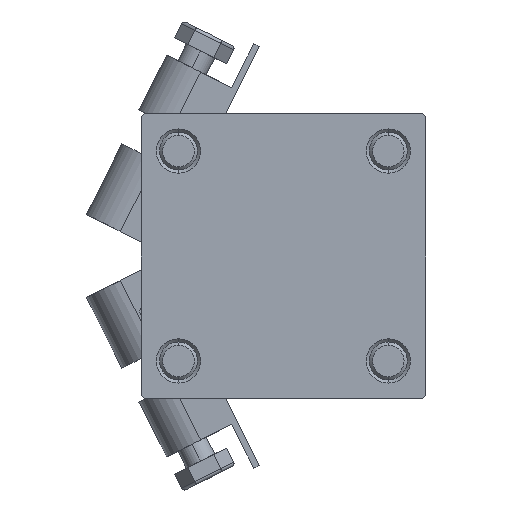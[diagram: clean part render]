
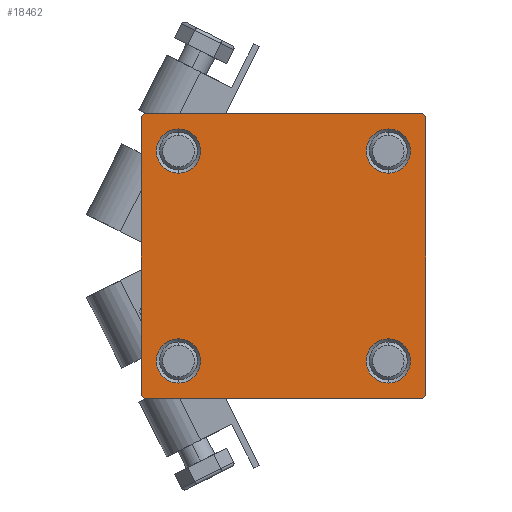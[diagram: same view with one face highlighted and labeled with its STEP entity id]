
A CAD part, left-side view. The second image highlights one B-rep face of the part: STEP entity #18462.
In plain terms, the highlighted planar face has unit normal (-1, 0, 0).
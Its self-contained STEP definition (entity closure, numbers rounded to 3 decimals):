
#669 = CARTESIAN_POINT ( 'NONE',  ( 0., -16.6, -16.6 ) ) ;
#670 = AXIS2_PLACEMENT_3D ( 'NONE', #10345, #41772, #50260 ) ;
#858 = EDGE_LOOP ( 'NONE', ( #31467, #29553 ) ) ;
#2177 = EDGE_CURVE ( 'NONE', #26829, #28972, #47379, .T. ) ;
#2478 = AXIS2_PLACEMENT_3D ( 'NONE', #26418, #22558, #2964 ) ;
#2964 = DIRECTION ( 'NONE',  ( 0., 0., 1. ) ) ;
#3072 = VERTEX_POINT ( 'NONE', #47834 ) ;
#3102 = EDGE_CURVE ( 'NONE', #8162, #26829, #8180, .T. ) ;
#3810 = CARTESIAN_POINT ( 'NONE',  ( 0., -22.5, 22. ) ) ;
#3906 = ORIENTED_EDGE ( 'NONE', *, *, #30700, .T. ) ;
#4440 = VERTEX_POINT ( 'NONE', #5498 ) ;
#4895 = DIRECTION ( 'NONE',  ( 1., 0., 0. ) ) ;
#5309 = CARTESIAN_POINT ( 'NONE',  ( 0., 22., 22.5 ) ) ;
#5498 = CARTESIAN_POINT ( 'NONE',  ( 0., -16.6, -13.1 ) ) ;
#5807 = LINE ( 'NONE', #49069, #29584 ) ;
#6595 = VECTOR ( 'NONE', #26666, 1000. ) ;
#6838 = EDGE_CURVE ( 'NONE', #37589, #17325, #44673, .T. ) ;
#7075 = EDGE_CURVE ( 'NONE', #45109, #29973, #15561, .T. ) ;
#7214 = DIRECTION ( 'NONE',  ( -1., 0., 0. ) ) ;
#7482 = FACE_BOUND ( 'NONE', #7659, .T. ) ;
#7659 = EDGE_LOOP ( 'NONE', ( #46737, #32728 ) ) ;
#7767 = ORIENTED_EDGE ( 'NONE', *, *, #12441, .T. ) ;
#8162 = VERTEX_POINT ( 'NONE', #28363 ) ;
#8180 = LINE ( 'NONE', #36003, #13843 ) ;
#8294 = ORIENTED_EDGE ( 'NONE', *, *, #17473, .T. ) ;
#9208 = ORIENTED_EDGE ( 'NONE', *, *, #2177, .T. ) ;
#9464 = EDGE_LOOP ( 'NONE', ( #33861, #8294 ) ) ;
#9718 = VECTOR ( 'NONE', #48426, 1000. ) ;
#10345 = CARTESIAN_POINT ( 'NONE',  ( 0., 16.6, -16.6 ) ) ;
#10390 = CIRCLE ( 'NONE', #16171, 3.5 ) ;
#10860 = CARTESIAN_POINT ( 'NONE',  ( 0., -22.25, 22.25 ) ) ;
#11322 = DIRECTION ( 'NONE',  ( 0., -0.707, -0.707 ) ) ;
#11342 = FACE_OUTER_BOUND ( 'NONE', #43839, .T. ) ;
#12008 = ORIENTED_EDGE ( 'NONE', *, *, #44761, .T. ) ;
#12132 = DIRECTION ( 'NONE',  ( 0., 0., 1. ) ) ;
#12441 = EDGE_CURVE ( 'NONE', #45109, #8162, #38882, .T. ) ;
#13787 = DIRECTION ( 'NONE',  ( 0., -0.707, 0.707 ) ) ;
#13843 = VECTOR ( 'NONE', #48076, 1000. ) ;
#13993 = CIRCLE ( 'NONE', #2478, 3.5 ) ;
#14549 = CIRCLE ( 'NONE', #43338, 3.5 ) ;
#15561 = LINE ( 'NONE', #17005, #9718 ) ;
#16111 = AXIS2_PLACEMENT_3D ( 'NONE', #44828, #44574, #33501 ) ;
#16171 = AXIS2_PLACEMENT_3D ( 'NONE', #20362, #4895, #21103 ) ;
#17005 = CARTESIAN_POINT ( 'NONE',  ( 0., 22.5, 22.5 ) ) ;
#17325 = VERTEX_POINT ( 'NONE', #23502 ) ;
#17473 = EDGE_CURVE ( 'NONE', #50687, #34198, #36662, .T. ) ;
#18462 = ADVANCED_FACE ( 'NONE', ( #18556, #7482, #50244, #23192, #11342 ), #38667, .T. ) ;
#18556 = FACE_BOUND ( 'NONE', #43358, .T. ) ;
#18822 = AXIS2_PLACEMENT_3D ( 'NONE', #19398, #50558, #30985 ) ;
#18893 = CIRCLE ( 'NONE', #22175, 3.5 ) ;
#19398 = CARTESIAN_POINT ( 'NONE',  ( 0., -16.6, 16.6 ) ) ;
#20362 = CARTESIAN_POINT ( 'NONE',  ( 0., 16.6, 16.6 ) ) ;
#20782 = VERTEX_POINT ( 'NONE', #32391 ) ;
#21103 = DIRECTION ( 'NONE',  ( 0., 0., 1. ) ) ;
#21462 = VERTEX_POINT ( 'NONE', #30441 ) ;
#22015 = VECTOR ( 'NONE', #11322, 1000. ) ;
#22175 = AXIS2_PLACEMENT_3D ( 'NONE', #24215, #39948, #12132 ) ;
#22399 = ORIENTED_EDGE ( 'NONE', *, *, #3102, .T. ) ;
#22558 = DIRECTION ( 'NONE',  ( 1., 0., 0. ) ) ;
#22760 = EDGE_CURVE ( 'NONE', #37589, #29973, #45886, .T. ) ;
#22785 = CARTESIAN_POINT ( 'NONE',  ( 0., -22., 22.5 ) ) ;
#22828 = EDGE_CURVE ( 'NONE', #34198, #50687, #10390, .T. ) ;
#22866 = CIRCLE ( 'NONE', #670, 3.5 ) ;
#23192 = FACE_BOUND ( 'NONE', #9464, .T. ) ;
#23430 = EDGE_CURVE ( 'NONE', #4440, #27594, #14549, .T. ) ;
#23502 = CARTESIAN_POINT ( 'NONE',  ( 0., -22.5, -22. ) ) ;
#24215 = CARTESIAN_POINT ( 'NONE',  ( 0., -16.6, 16.6 ) ) ;
#24387 = VECTOR ( 'NONE', #45118, 1000. ) ;
#24652 = CARTESIAN_POINT ( 'NONE',  ( 0., -16.6, -16.6 ) ) ;
#25101 = CARTESIAN_POINT ( 'NONE',  ( 0., -22.5, 22.5 ) ) ;
#25362 = CIRCLE ( 'NONE', #42653, 3.5 ) ;
#25879 = ORIENTED_EDGE ( 'NONE', *, *, #36670, .T. ) ;
#26323 = ORIENTED_EDGE ( 'NONE', *, *, #22760, .T. ) ;
#26366 = VERTEX_POINT ( 'NONE', #46908 ) ;
#26418 = CARTESIAN_POINT ( 'NONE',  ( 0., 16.6, -16.6 ) ) ;
#26666 = DIRECTION ( 'NONE',  ( 0., -1., 0. ) ) ;
#26829 = VERTEX_POINT ( 'NONE', #46515 ) ;
#27006 = DIRECTION ( 'NONE',  ( 0., 0.707, -0.707 ) ) ;
#27594 = VERTEX_POINT ( 'NONE', #49064 ) ;
#27598 = ORIENTED_EDGE ( 'NONE', *, *, #6838, .F. ) ;
#27722 = DIRECTION ( 'NONE',  ( 0., 0., 1. ) ) ;
#27799 = CARTESIAN_POINT ( 'NONE',  ( 0., 22.25, -22.25 ) ) ;
#28363 = CARTESIAN_POINT ( 'NONE',  ( 0., 22.5, 22. ) ) ;
#28972 = VERTEX_POINT ( 'NONE', #31180 ) ;
#29553 = ORIENTED_EDGE ( 'NONE', *, *, #39268, .T. ) ;
#29584 = VECTOR ( 'NONE', #13787, 1000. ) ;
#29973 = VERTEX_POINT ( 'NONE', #22785 ) ;
#30275 = VECTOR ( 'NONE', #33345, 1000. ) ;
#30441 = CARTESIAN_POINT ( 'NONE',  ( 0., -16.6, 13.1 ) ) ;
#30700 = EDGE_CURVE ( 'NONE', #26366, #17325, #5807, .T. ) ;
#30985 = DIRECTION ( 'NONE',  ( 0., 0., 1. ) ) ;
#31180 = CARTESIAN_POINT ( 'NONE',  ( 0., 22., -22.5 ) ) ;
#31467 = ORIENTED_EDGE ( 'NONE', *, *, #32545, .T. ) ;
#32391 = CARTESIAN_POINT ( 'NONE',  ( 0., 16.6, -13.1 ) ) ;
#32545 = EDGE_CURVE ( 'NONE', #20782, #3072, #13993, .T. ) ;
#32728 = ORIENTED_EDGE ( 'NONE', *, *, #39652, .T. ) ;
#33345 = DIRECTION ( 'NONE',  ( 0., 0., -1. ) ) ;
#33501 = DIRECTION ( 'NONE',  ( 0., 0., 1. ) ) ;
#33751 = ORIENTED_EDGE ( 'NONE', *, *, #46087, .T. ) ;
#33861 = ORIENTED_EDGE ( 'NONE', *, *, #22828, .T. ) ;
#34198 = VERTEX_POINT ( 'NONE', #41908 ) ;
#34275 = CARTESIAN_POINT ( 'NONE',  ( 0., 0., 0. ) ) ;
#35605 = ORIENTED_EDGE ( 'NONE', *, *, #7075, .F. ) ;
#36003 = CARTESIAN_POINT ( 'NONE',  ( 0., 22.5, 22.5 ) ) ;
#36226 = DIRECTION ( 'NONE',  ( 1., 0., 0. ) ) ;
#36662 = CIRCLE ( 'NONE', #16111, 3.5 ) ;
#36670 = EDGE_CURVE ( 'NONE', #28972, #26366, #47280, .T. ) ;
#37287 = DIRECTION ( 'NONE',  ( 0., 0., 1. ) ) ;
#37589 = VERTEX_POINT ( 'NONE', #3810 ) ;
#37654 = CARTESIAN_POINT ( 'NONE',  ( 0., -16.6, 20.1 ) ) ;
#38226 = VERTEX_POINT ( 'NONE', #37654 ) ;
#38667 = PLANE ( 'NONE',  #45723 ) ;
#38882 = LINE ( 'NONE', #50971, #42275 ) ;
#39268 = EDGE_CURVE ( 'NONE', #3072, #20782, #22866, .T. ) ;
#39652 = EDGE_CURVE ( 'NONE', #27594, #4440, #25362, .T. ) ;
#39948 = DIRECTION ( 'NONE',  ( 1., 0., 0. ) ) ;
#41032 = CIRCLE ( 'NONE', #18822, 3.5 ) ;
#41772 = DIRECTION ( 'NONE',  ( 1., 0., 0. ) ) ;
#41908 = CARTESIAN_POINT ( 'NONE',  ( 0., 16.6, 20.1 ) ) ;
#42275 = VECTOR ( 'NONE', #27006, 1000. ) ;
#42653 = AXIS2_PLACEMENT_3D ( 'NONE', #24652, #48853, #37287 ) ;
#43338 = AXIS2_PLACEMENT_3D ( 'NONE', #669, #36226, #27722 ) ;
#43358 = EDGE_LOOP ( 'NONE', ( #12008, #33751 ) ) ;
#43839 = EDGE_LOOP ( 'NONE', ( #22399, #9208, #25879, #3906, #27598, #26323, #35605, #7767 ) ) ;
#44574 = DIRECTION ( 'NONE',  ( 1., 0., 0. ) ) ;
#44673 = LINE ( 'NONE', #25101, #30275 ) ;
#44761 = EDGE_CURVE ( 'NONE', #38226, #21462, #41032, .T. ) ;
#44828 = CARTESIAN_POINT ( 'NONE',  ( 0., 16.6, 16.6 ) ) ;
#45109 = VERTEX_POINT ( 'NONE', #5309 ) ;
#45118 = DIRECTION ( 'NONE',  ( 0., 0.707, 0.707 ) ) ;
#45723 = AXIS2_PLACEMENT_3D ( 'NONE', #34275, #7214, #49978 ) ;
#45886 = LINE ( 'NONE', #10860, #24387 ) ;
#46087 = EDGE_CURVE ( 'NONE', #21462, #38226, #18893, .T. ) ;
#46515 = CARTESIAN_POINT ( 'NONE',  ( 0., 22.5, -22. ) ) ;
#46737 = ORIENTED_EDGE ( 'NONE', *, *, #23430, .T. ) ;
#46740 = CARTESIAN_POINT ( 'NONE',  ( 0., 16.6, 13.1 ) ) ;
#46908 = CARTESIAN_POINT ( 'NONE',  ( 0., -22., -22.5 ) ) ;
#47280 = LINE ( 'NONE', #50371, #6595 ) ;
#47379 = LINE ( 'NONE', #27799, #22015 ) ;
#47834 = CARTESIAN_POINT ( 'NONE',  ( 0., 16.6, -20.1 ) ) ;
#48076 = DIRECTION ( 'NONE',  ( 0., 0., -1. ) ) ;
#48426 = DIRECTION ( 'NONE',  ( 0., -1., 0. ) ) ;
#48853 = DIRECTION ( 'NONE',  ( 1., 0., 0. ) ) ;
#49064 = CARTESIAN_POINT ( 'NONE',  ( 0., -16.6, -20.1 ) ) ;
#49069 = CARTESIAN_POINT ( 'NONE',  ( 0., -22.25, -22.25 ) ) ;
#49978 = DIRECTION ( 'NONE',  ( 0., 0., 1. ) ) ;
#50244 = FACE_BOUND ( 'NONE', #858, .T. ) ;
#50260 = DIRECTION ( 'NONE',  ( 0., 0., 1. ) ) ;
#50371 = CARTESIAN_POINT ( 'NONE',  ( 0., 22.5, -22.5 ) ) ;
#50558 = DIRECTION ( 'NONE',  ( 1., 0., 0. ) ) ;
#50687 = VERTEX_POINT ( 'NONE', #46740 ) ;
#50971 = CARTESIAN_POINT ( 'NONE',  ( 0., 22.25, 22.25 ) ) ;
